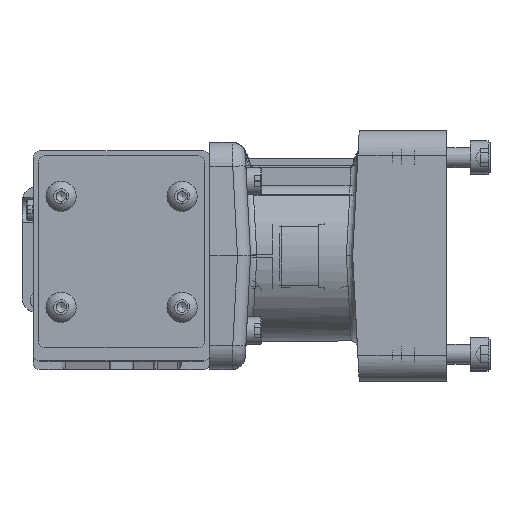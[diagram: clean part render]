
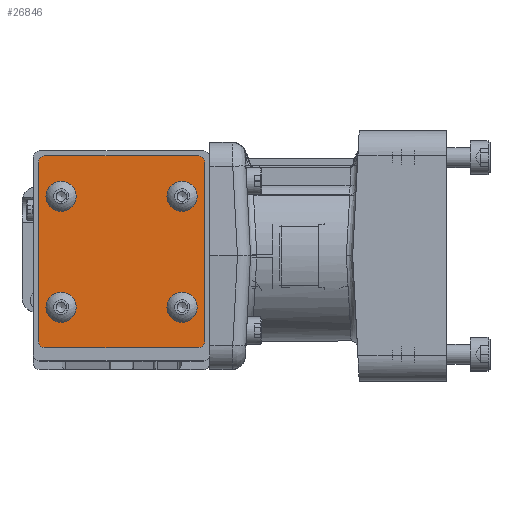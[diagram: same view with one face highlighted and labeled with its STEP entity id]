
A CAD part, top view. The second image highlights one B-rep face of the part: STEP entity #26846.
In plain terms, the highlighted planar face has unit normal (0, 0, 1).
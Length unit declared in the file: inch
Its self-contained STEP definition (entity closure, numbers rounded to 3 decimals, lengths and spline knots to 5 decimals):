
#195 = FACE_BOUND ( 'NONE', #44644, .T. ) ;
#621 = VERTEX_POINT ( 'NONE', #6592 ) ;
#1518 = CARTESIAN_POINT ( 'NONE',  ( -0.825, 0.927, 1.063 ) ) ;
#2020 = VERTEX_POINT ( 'NONE', #20847 ) ;
#2572 = CARTESIAN_POINT ( 'NONE',  ( 0.6, 0.59, 1.063 ) ) ;
#3367 = FACE_OUTER_BOUND ( 'NONE', #7929, .T. ) ;
#3757 = CIRCLE ( 'NONE', #48069, 0.063 ) ;
#4481 = VERTEX_POINT ( 'NONE', #22836 ) ;
#5210 = CIRCLE ( 'NONE', #26847, 0.063 ) ;
#5699 = VERTEX_POINT ( 'NONE', #1518 ) ;
#5848 = CIRCLE ( 'NONE', #27490, 0.14961 ) ;
#5941 = CARTESIAN_POINT ( 'NONE',  ( -0.6, -0.51, 1.063 ) ) ;
#6169 = CARTESIAN_POINT ( 'NONE',  ( 0.825, -0.847, 1.063 ) ) ;
#6592 = CARTESIAN_POINT ( 'NONE',  ( 0.762, -0.91, 1.063 ) ) ;
#7022 = CARTESIAN_POINT ( 'NONE',  ( -0.762, 0.99, 1.063 ) ) ;
#7262 = VERTEX_POINT ( 'NONE', #17415 ) ;
#7929 = EDGE_LOOP ( 'NONE', ( #56832, #9708, #46975, #40292, #30786, #54186, #40552, #41304 ) ) ;
#8163 = AXIS2_PLACEMENT_3D ( 'NONE', #42441, #56633, #51999 ) ;
#8559 = DIRECTION ( 'NONE',  ( 0.5, -0.866, 0. ) ) ;
#8786 = AXIS2_PLACEMENT_3D ( 'NONE', #17595, #36109, #41033 ) ;
#8871 = CIRCLE ( 'NONE', #19676, 0.14961 ) ;
#9245 = CARTESIAN_POINT ( 'NONE',  ( -0.762, -0.91, 1.063 ) ) ;
#9246 = CARTESIAN_POINT ( 'NONE',  ( -0.762, 0.99, 1.063 ) ) ;
#9708 = ORIENTED_EDGE ( 'NONE', *, *, #46732, .T. ) ;
#9753 = PLANE ( 'NONE',  #8163 ) ;
#10718 = CIRCLE ( 'NONE', #28444, 0.14961 ) ;
#11146 = CARTESIAN_POINT ( 'NONE',  ( -0.825, 0.927, 1.063 ) ) ;
#11296 = VERTEX_POINT ( 'NONE', #53623 ) ;
#11480 = DIRECTION ( 'NONE',  ( 0.5, -0.866, 0. ) ) ;
#11534 = DIRECTION ( 'NONE',  ( 0., 0., 1. ) ) ;
#11727 = DIRECTION ( 'NONE',  ( 1., 0., 0. ) ) ;
#12171 = CARTESIAN_POINT ( 'NONE',  ( 0.6748, 0.46044, 1.063 ) ) ;
#12513 = CARTESIAN_POINT ( 'NONE',  ( -0.762, -0.91, 1.063 ) ) ;
#13026 = DIRECTION ( 'NONE',  ( 0., 1., 0. ) ) ;
#13935 = AXIS2_PLACEMENT_3D ( 'NONE', #5941, #54019, #11480 ) ;
#14607 = EDGE_CURVE ( 'NONE', #2020, #2020, #10718, .T. ) ;
#14892 = EDGE_CURVE ( 'NONE', #7262, #41877, #26496, .T. ) ;
#17415 = CARTESIAN_POINT ( 'NONE',  ( -0.825, -0.847, 1.063 ) ) ;
#17595 = CARTESIAN_POINT ( 'NONE',  ( -0.762, -0.847, 1.063 ) ) ;
#17824 = CARTESIAN_POINT ( 'NONE',  ( 0.762, -0.847, 1.063 ) ) ;
#18267 = EDGE_LOOP ( 'NONE', ( #34811 ) ) ;
#18530 = VERTEX_POINT ( 'NONE', #6169 ) ;
#19676 = AXIS2_PLACEMENT_3D ( 'NONE', #2572, #11534, #26021 ) ;
#19766 = EDGE_CURVE ( 'NONE', #42723, #42723, #37590, .T. ) ;
#19832 = VECTOR ( 'NONE', #44653, 39.37008 ) ;
#20847 = CARTESIAN_POINT ( 'NONE',  ( 0.6748, -0.63956, 1.063 ) ) ;
#20852 = ORIENTED_EDGE ( 'NONE', *, *, #55633, .F. ) ;
#21479 = EDGE_CURVE ( 'NONE', #37806, #37806, #5848, .T. ) ;
#22295 = DIRECTION ( 'NONE',  ( 0., 0., 1. ) ) ;
#22620 = ORIENTED_EDGE ( 'NONE', *, *, #14607, .F. ) ;
#22836 = CARTESIAN_POINT ( 'NONE',  ( 0.762, 0.99, 1.063 ) ) ;
#23068 = DIRECTION ( 'NONE',  ( 0., 0., 1. ) ) ;
#23339 = CARTESIAN_POINT ( 'NONE',  ( -0.6, 0.59, 1.063 ) ) ;
#23626 = FACE_BOUND ( 'NONE', #56840, .T. ) ;
#25462 = VERTEX_POINT ( 'NONE', #9246 ) ;
#26021 = DIRECTION ( 'NONE',  ( 0.5, -0.866, 0. ) ) ;
#26319 = VERTEX_POINT ( 'NONE', #12171 ) ;
#26496 = CIRCLE ( 'NONE', #8786, 0.063 ) ;
#26846 = ADVANCED_FACE ( 'NONE', ( #40692, #3367, #23626, #195, #42134 ), #9753, .T. ) ;
#26847 = AXIS2_PLACEMENT_3D ( 'NONE', #17824, #23068, #56367 ) ;
#27489 = LINE ( 'NONE', #41068, #41327 ) ;
#27490 = AXIS2_PLACEMENT_3D ( 'NONE', #23339, #41550, #8559 ) ;
#28377 = EDGE_CURVE ( 'NONE', #621, #18530, #5210, .T. ) ;
#28444 = AXIS2_PLACEMENT_3D ( 'NONE', #37108, #22295, #55897 ) ;
#30786 = ORIENTED_EDGE ( 'NONE', *, *, #28377, .T. ) ;
#30821 = EDGE_CURVE ( 'NONE', #41877, #621, #32649, .T. ) ;
#31767 = DIRECTION ( 'NONE',  ( 0., 0., 1. ) ) ;
#32649 = LINE ( 'NONE', #9245, #32925 ) ;
#32925 = VECTOR ( 'NONE', #55777, 39.37008 ) ;
#33150 = CARTESIAN_POINT ( 'NONE',  ( -0.5252, 0.46044, 1.063 ) ) ;
#34811 = ORIENTED_EDGE ( 'NONE', *, *, #19766, .F. ) ;
#36109 = DIRECTION ( 'NONE',  ( 0., 0., 1. ) ) ;
#36717 = DIRECTION ( 'NONE',  ( -1., 0., 0. ) ) ;
#37108 = CARTESIAN_POINT ( 'NONE',  ( 0.6, -0.51, 1.063 ) ) ;
#37209 = VECTOR ( 'NONE', #44114, 39.37008 ) ;
#37590 = CIRCLE ( 'NONE', #13935, 0.14961 ) ;
#37806 = VERTEX_POINT ( 'NONE', #33150 ) ;
#38267 = EDGE_CURVE ( 'NONE', #25462, #5699, #50111, .T. ) ;
#39479 = DIRECTION ( 'NONE',  ( 0., 0., 1. ) ) ;
#39489 = LINE ( 'NONE', #11146, #37209 ) ;
#40292 = ORIENTED_EDGE ( 'NONE', *, *, #30821, .T. ) ;
#40552 = ORIENTED_EDGE ( 'NONE', *, *, #46795, .T. ) ;
#40692 = FACE_BOUND ( 'NONE', #59049, .T. ) ;
#41011 = CARTESIAN_POINT ( 'NONE',  ( 0.762, 0.927, 1.063 ) ) ;
#41016 = ORIENTED_EDGE ( 'NONE', *, *, #21479, .F. ) ;
#41033 = DIRECTION ( 'NONE',  ( 1., 0., 0. ) ) ;
#41068 = CARTESIAN_POINT ( 'NONE',  ( 0.825, 0.927, 1.063 ) ) ;
#41304 = ORIENTED_EDGE ( 'NONE', *, *, #52217, .T. ) ;
#41327 = VECTOR ( 'NONE', #13026, 39.37008 ) ;
#41550 = DIRECTION ( 'NONE',  ( 0., 0., 1. ) ) ;
#41877 = VERTEX_POINT ( 'NONE', #12513 ) ;
#42134 = FACE_BOUND ( 'NONE', #18267, .T. ) ;
#42441 = CARTESIAN_POINT ( 'NONE',  ( -0.762, 0.927, 1.063 ) ) ;
#42723 = VERTEX_POINT ( 'NONE', #55969 ) ;
#44114 = DIRECTION ( 'NONE',  ( 0., -1., 0. ) ) ;
#44644 = EDGE_LOOP ( 'NONE', ( #22620 ) ) ;
#44653 = DIRECTION ( 'NONE',  ( -1., 0., 0. ) ) ;
#46732 = EDGE_CURVE ( 'NONE', #5699, #7262, #39489, .T. ) ;
#46795 = EDGE_CURVE ( 'NONE', #11296, #4481, #3757, .T. ) ;
#46975 = ORIENTED_EDGE ( 'NONE', *, *, #14892, .T. ) ;
#48069 = AXIS2_PLACEMENT_3D ( 'NONE', #41011, #31767, #36717 ) ;
#48745 = EDGE_CURVE ( 'NONE', #18530, #11296, #27489, .T. ) ;
#49090 = AXIS2_PLACEMENT_3D ( 'NONE', #54277, #39479, #11727 ) ;
#49279 = LINE ( 'NONE', #7022, #19832 ) ;
#50111 = CIRCLE ( 'NONE', #49090, 0.063 ) ;
#51999 = DIRECTION ( 'NONE',  ( 1., 0., 0. ) ) ;
#52217 = EDGE_CURVE ( 'NONE', #4481, #25462, #49279, .T. ) ;
#53623 = CARTESIAN_POINT ( 'NONE',  ( 0.825, 0.927, 1.063 ) ) ;
#54019 = DIRECTION ( 'NONE',  ( 0., 0., 1. ) ) ;
#54186 = ORIENTED_EDGE ( 'NONE', *, *, #48745, .T. ) ;
#54277 = CARTESIAN_POINT ( 'NONE',  ( -0.762, 0.927, 1.063 ) ) ;
#55633 = EDGE_CURVE ( 'NONE', #26319, #26319, #8871, .T. ) ;
#55777 = DIRECTION ( 'NONE',  ( 1., 0., 0. ) ) ;
#55897 = DIRECTION ( 'NONE',  ( 0.5, -0.866, 0. ) ) ;
#55969 = CARTESIAN_POINT ( 'NONE',  ( -0.5252, -0.63956, 1.063 ) ) ;
#56367 = DIRECTION ( 'NONE',  ( 1., 0., 0. ) ) ;
#56633 = DIRECTION ( 'NONE',  ( 0., 0., 1. ) ) ;
#56832 = ORIENTED_EDGE ( 'NONE', *, *, #38267, .T. ) ;
#56840 = EDGE_LOOP ( 'NONE', ( #20852 ) ) ;
#59049 = EDGE_LOOP ( 'NONE', ( #41016 ) ) ;
